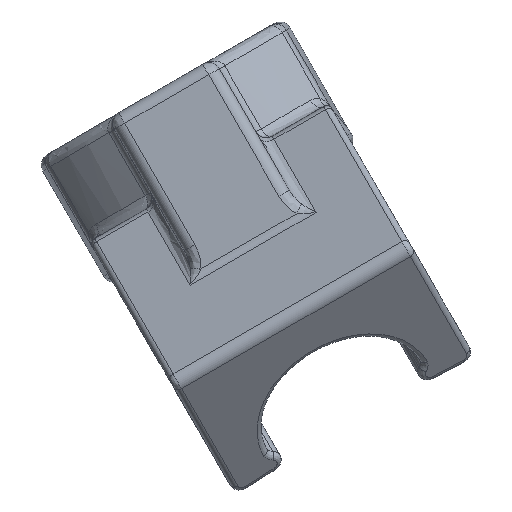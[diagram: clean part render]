
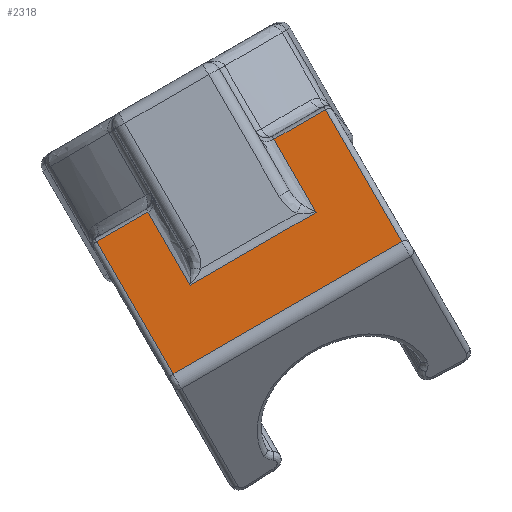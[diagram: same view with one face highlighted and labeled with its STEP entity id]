
A CAD part, top view. The second image highlights one B-rep face of the part: STEP entity #2318.
In plain terms, the highlighted free-form (B-spline) face has degree [1, 1] with [2, 2] control points.
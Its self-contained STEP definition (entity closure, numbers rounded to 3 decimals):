
#2212 = VERTEX_POINT('',#2213);
#2213 = CARTESIAN_POINT('',(-33.645,-9.055,
    -23.393));
#2253 = VERTEX_POINT('',#2254);
#2254 = CARTESIAN_POINT('',(-18.385,-0.244,
    -23.393));
#2280 = EDGE_CURVE('',#2253,#2212,#2281,.T.);
#2281 = B_SPLINE_CURVE_WITH_KNOTS('',1,(#2282,#2283),.UNSPECIFIED.,.F.,
  .F.,(2,2),(-15.489,6.311),.PIECEWISE_BEZIER_KNOTS.);
#2282 = CARTESIAN_POINT('',(-18.385,-0.244,
    -23.393));
#2283 = CARTESIAN_POINT('',(-33.645,-9.055,
    -23.393));
#2298 = EDGE_CURVE('',#2212,#2299,#2301,.T.);
#2299 = VERTEX_POINT('',#2300);
#2300 = CARTESIAN_POINT('',(-38.743,-0.223,
    -33.591));
#2301 = B_SPLINE_CURVE_WITH_KNOTS('',1,(#2302,#2303),.UNSPECIFIED.,.F.,
  .F.,(2,2),(-14.259,3.584),.PIECEWISE_BEZIER_KNOTS.);
#2302 = CARTESIAN_POINT('',(-33.645,-9.055,
    -23.393));
#2303 = CARTESIAN_POINT('',(-38.743,-0.223,
    -33.591));
#2318 = ADVANCED_FACE('',(#2319),#2363,.T.);
#2319 = FACE_BOUND('',#2320,.T.);
#2320 = EDGE_LOOP('',(#2321,#2322,#2329,#2336,#2343,#2350,#2357,#2362));
#2321 = ORIENTED_EDGE('',*,*,#2280,.F.);
#2322 = ORIENTED_EDGE('',*,*,#2323,.F.);
#2323 = EDGE_CURVE('',#2324,#2253,#2326,.T.);
#2324 = VERTEX_POINT('',#2325);
#2325 = CARTESIAN_POINT('',(-23.484,8.587,
    -33.591));
#2326 = B_SPLINE_CURVE_WITH_KNOTS('',1,(#2327,#2328),.UNSPECIFIED.,.F.,
  .F.,(2,2),(-3.584,14.259),.PIECEWISE_BEZIER_KNOTS.);
#2327 = CARTESIAN_POINT('',(-23.484,8.587,
    -33.591));
#2328 = CARTESIAN_POINT('',(-18.385,-0.244,
    -23.393));
#2329 = ORIENTED_EDGE('',*,*,#2330,.F.);
#2330 = EDGE_CURVE('',#2331,#2324,#2333,.T.);
#2331 = VERTEX_POINT('',#2332);
#2332 = CARTESIAN_POINT('',(-26.914,6.607,
    -33.591));
#2333 = B_SPLINE_CURVE_WITH_KNOTS('',1,(#2334,#2335),.UNSPECIFIED.,.F.,
  .F.,(2,2),(6.,10.9),.PIECEWISE_BEZIER_KNOTS.);
#2334 = CARTESIAN_POINT('',(-26.914,6.607,
    -33.591));
#2335 = CARTESIAN_POINT('',(-23.484,8.587,
    -33.591));
#2336 = ORIENTED_EDGE('',*,*,#2337,.F.);
#2337 = EDGE_CURVE('',#2338,#2331,#2340,.T.);
#2338 = VERTEX_POINT('',#2339);
#2339 = CARTESIAN_POINT('',(-24.096,1.726,
    -27.955));
#2340 = B_SPLINE_CURVE_WITH_KNOTS('',1,(#2341,#2342),.UNSPECIFIED.,.F.,
  .F.,(2,2),(-18.947,-9.086),.PIECEWISE_BEZIER_KNOTS.);
#2341 = CARTESIAN_POINT('',(-24.096,1.726,
    -27.955));
#2342 = CARTESIAN_POINT('',(-26.914,6.607,
    -33.591));
#2343 = ORIENTED_EDGE('',*,*,#2344,.F.);
#2344 = EDGE_CURVE('',#2345,#2338,#2347,.T.);
#2345 = VERTEX_POINT('',#2346);
#2346 = CARTESIAN_POINT('',(-32.496,-3.124,
    -27.955));
#2347 = B_SPLINE_CURVE_WITH_KNOTS('',1,(#2348,#2349),.UNSPECIFIED.,.F.,
  .F.,(2,2),(-6.,6.),.PIECEWISE_BEZIER_KNOTS.);
#2348 = CARTESIAN_POINT('',(-32.496,-3.124,
    -27.955));
#2349 = CARTESIAN_POINT('',(-24.096,1.726,
    -27.955));
#2350 = ORIENTED_EDGE('',*,*,#2351,.F.);
#2351 = EDGE_CURVE('',#2352,#2345,#2354,.T.);
#2352 = VERTEX_POINT('',#2353);
#2353 = CARTESIAN_POINT('',(-35.314,1.757,
    -33.591));
#2354 = B_SPLINE_CURVE_WITH_KNOTS('',1,(#2355,#2356),.UNSPECIFIED.,.F.,
  .F.,(2,2),(4.843,14.705),.PIECEWISE_BEZIER_KNOTS.);
#2355 = CARTESIAN_POINT('',(-35.314,1.757,
    -33.591));
#2356 = CARTESIAN_POINT('',(-32.496,-3.124,
    -27.955));
#2357 = ORIENTED_EDGE('',*,*,#2358,.F.);
#2358 = EDGE_CURVE('',#2299,#2352,#2359,.T.);
#2359 = B_SPLINE_CURVE_WITH_KNOTS('',1,(#2360,#2361),.UNSPECIFIED.,.F.,
  .F.,(2,2),(-10.9,-6.),.PIECEWISE_BEZIER_KNOTS.);
#2360 = CARTESIAN_POINT('',(-38.743,-0.223,
    -33.591));
#2361 = CARTESIAN_POINT('',(-35.314,1.757,
    -33.591));
#2362 = ORIENTED_EDGE('',*,*,#2298,.F.);
#2363 = B_SPLINE_SURFACE_WITH_KNOTS('',1,1,(
    (#2364,#2365)
    ,(#2366,#2367
    )),.UNSPECIFIED.,.F.,.F.,.F.,(2,2),(2,2),(0.414,
    18.257),(-10.9,10.9),.PIECEWISE_BEZIER_KNOTS.);
#2364 = CARTESIAN_POINT('',(-38.743,-0.223,
    -33.591));
#2365 = CARTESIAN_POINT('',(-23.484,8.587,
    -33.591));
#2366 = CARTESIAN_POINT('',(-33.645,-9.055,
    -23.393));
#2367 = CARTESIAN_POINT('',(-18.385,-0.244,
    -23.393));
